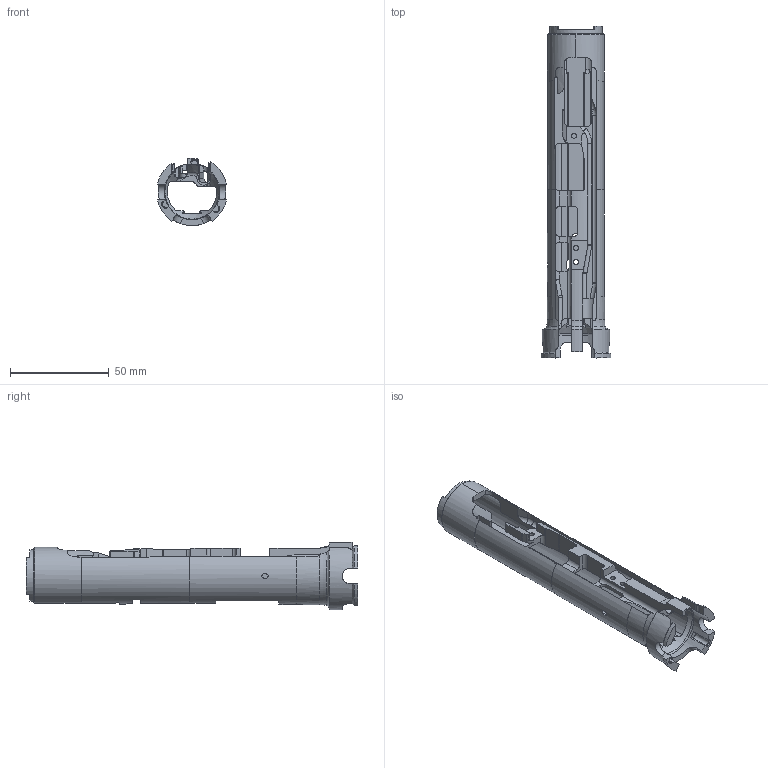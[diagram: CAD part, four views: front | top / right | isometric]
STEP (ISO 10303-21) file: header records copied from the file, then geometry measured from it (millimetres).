
FILE_DESCRIPTION(('FreeCAD Model'),'2;1');
FILE_NAME('4211548901.step','2017-09-27T10:00:56',( 'kicad StepUp'),('ksu MCAD'),'Open CASCADE STEP processor 6.8', 'FreeCAD','Unknown');
FILE_SCHEMA(('AUTOMOTIVE_DESIGN_CC2 { 1 2 10303 214 -1 1 5 4 }'));
Length unit declared in the file: millimetre
Products named in the file (2): ASSEMBLY; 4211548901
Assembly tree (1 placements, depth 2):
  ASSEMBLY
    4211548901
Bounding box: 35 x 167.8 x 33.99 mm (x, y, z)
Volume: 29302.1 mm3; surface area: 29181.4 mm2
Topology: 1 solids, 1 shells, 316 faces, 936 edges, 611 vertices
Faces by surface type: plane 146, cylinder 135, torus 17, cone 12, bspline 6
Entity records: 13673 total; most frequent: CARTESIAN_POINT 3166, ORIENTED_EDGE 1872, DIRECTION 1591, EDGE_CURVE 936, VERTEX_POINT 611, AXIS2_PLACEMENT_3D 549, LINE 493, VECTOR 493
